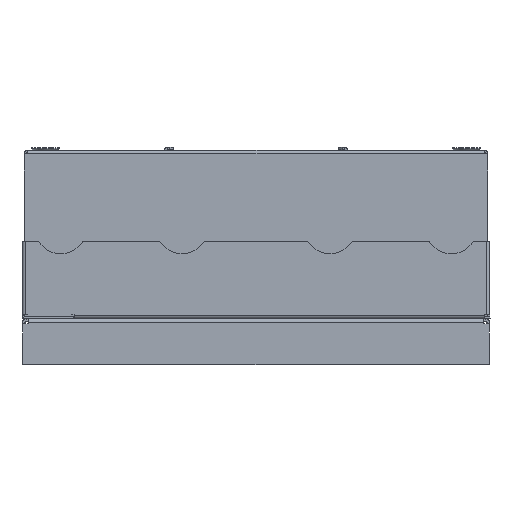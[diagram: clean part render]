
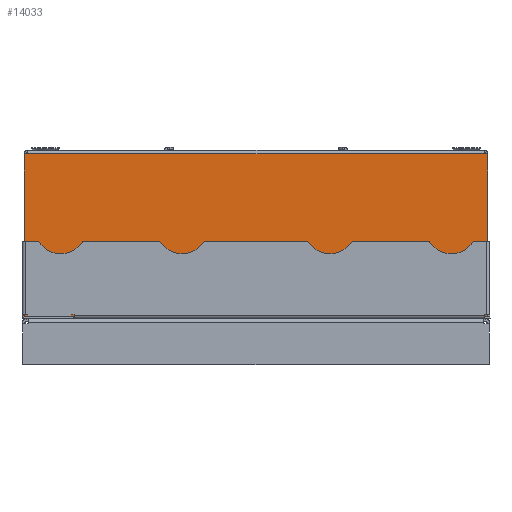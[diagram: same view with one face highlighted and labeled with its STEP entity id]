
A CAD part, front view. The second image highlights one B-rep face of the part: STEP entity #14033.
In plain terms, the highlighted planar face has unit normal (0, -1, 0).
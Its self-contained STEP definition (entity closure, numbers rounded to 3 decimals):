
#921 = EDGE_CURVE ( 'NONE', #26878, #33797, #26372, .T. ) ;
#939 = VECTOR ( 'NONE', #10940, 1000. ) ;
#1512 = VECTOR ( 'NONE', #29278, 1000. ) ;
#2078 = CARTESIAN_POINT ( 'NONE',  ( 118.17, -120., -0.6 ) ) ;
#2085 = EDGE_LOOP ( 'NONE', ( #13976, #16350, #12783, #31421, #34497, #19111, #33617, #13071 ) ) ;
#2568 = LINE ( 'NONE', #13665, #939 ) ;
#3298 = VECTOR ( 'NONE', #26741, 1000. ) ;
#3689 = VERTEX_POINT ( 'NONE', #12506 ) ;
#4102 = PLANE ( 'NONE',  #31702 ) ;
#4117 = VERTEX_POINT ( 'NONE', #19050 ) ;
#5821 = DIRECTION ( 'NONE',  ( -1., 0., 0. ) ) ;
#6012 = CARTESIAN_POINT ( 'NONE',  ( -118.17, -120., 1. ) ) ;
#7018 = FACE_OUTER_BOUND ( 'NONE', #2085, .T. ) ;
#7226 = LINE ( 'NONE', #29475, #1512 ) ;
#7554 = LINE ( 'NONE', #10083, #21178 ) ;
#9247 = DIRECTION ( 'NONE',  ( 1., 0., 0. ) ) ;
#10083 = CARTESIAN_POINT ( 'NONE',  ( 0., -120., -0.6 ) ) ;
#10940 = DIRECTION ( 'NONE',  ( 0., 0., -1. ) ) ;
#10943 = DIRECTION ( 'NONE',  ( 0., 0., 1. ) ) ;
#12335 = EDGE_CURVE ( 'NONE', #21398, #33797, #7554, .T. ) ;
#12506 = CARTESIAN_POINT ( 'NONE',  ( 120., -120., -85. ) ) ;
#12710 = CARTESIAN_POINT ( 'NONE',  ( 118.17, -120., 1. ) ) ;
#12783 = ORIENTED_EDGE ( 'NONE', *, *, #19920, .T. ) ;
#13071 = ORIENTED_EDGE ( 'NONE', *, *, #921, .T. ) ;
#13665 = CARTESIAN_POINT ( 'NONE',  ( -120., -120., 1. ) ) ;
#13976 = ORIENTED_EDGE ( 'NONE', *, *, #12335, .F. ) ;
#14033 = ADVANCED_FACE ( 'NONE', ( #7018 ), #4102, .F. ) ;
#14190 = CARTESIAN_POINT ( 'NONE',  ( -120., -120., -0.83 ) ) ;
#15189 = DIRECTION ( 'NONE',  ( 0., 1., 0. ) ) ;
#15375 = EDGE_CURVE ( 'NONE', #29960, #4117, #2568, .T. ) ;
#16220 = VECTOR ( 'NONE', #18196, 1000. ) ;
#16350 = ORIENTED_EDGE ( 'NONE', *, *, #29915, .F. ) ;
#16552 = LINE ( 'NONE', #22225, #26180 ) ;
#17043 = VERTEX_POINT ( 'NONE', #26539 ) ;
#18196 = DIRECTION ( 'NONE',  ( -1., 0., 0. ) ) ;
#19050 = CARTESIAN_POINT ( 'NONE',  ( -120., -120., -85. ) ) ;
#19111 = ORIENTED_EDGE ( 'NONE', *, *, #20969, .F. ) ;
#19155 = LINE ( 'NONE', #6012, #29419 ) ;
#19654 = EDGE_CURVE ( 'NONE', #3689, #4117, #23689, .T. ) ;
#19920 = EDGE_CURVE ( 'NONE', #17043, #29960, #31126, .T. ) ;
#20969 = EDGE_CURVE ( 'NONE', #24376, #3689, #16552, .T. ) ;
#21178 = VECTOR ( 'NONE', #9247, 1000. ) ;
#21398 = VERTEX_POINT ( 'NONE', #32596 ) ;
#22225 = CARTESIAN_POINT ( 'NONE',  ( 120., -120., 1. ) ) ;
#23689 = LINE ( 'NONE', #34451, #16220 ) ;
#24376 = VERTEX_POINT ( 'NONE', #32863 ) ;
#26180 = VECTOR ( 'NONE', #29704, 1000. ) ;
#26314 = DIRECTION ( 'NONE',  ( 0., 0., -1. ) ) ;
#26372 = LINE ( 'NONE', #12710, #3298 ) ;
#26539 = CARTESIAN_POINT ( 'NONE',  ( -118.17, -120., -0.83 ) ) ;
#26687 = CARTESIAN_POINT ( 'NONE',  ( 0., -120., 1. ) ) ;
#26701 = CARTESIAN_POINT ( 'NONE',  ( 118.17, -120., -0.83 ) ) ;
#26741 = DIRECTION ( 'NONE',  ( 0., 0., 1. ) ) ;
#26878 = VERTEX_POINT ( 'NONE', #26701 ) ;
#28397 = CARTESIAN_POINT ( 'NONE',  ( 0., -120., -0.83 ) ) ;
#29278 = DIRECTION ( 'NONE',  ( 1., 0., 0. ) ) ;
#29419 = VECTOR ( 'NONE', #10943, 1000. ) ;
#29475 = CARTESIAN_POINT ( 'NONE',  ( 0., -120., -0.83 ) ) ;
#29704 = DIRECTION ( 'NONE',  ( 0., 0., -1. ) ) ;
#29915 = EDGE_CURVE ( 'NONE', #17043, #21398, #19155, .T. ) ;
#29960 = VERTEX_POINT ( 'NONE', #14190 ) ;
#30800 = VECTOR ( 'NONE', #5821, 1000. ) ;
#31126 = LINE ( 'NONE', #28397, #30800 ) ;
#31421 = ORIENTED_EDGE ( 'NONE', *, *, #15375, .T. ) ;
#31702 = AXIS2_PLACEMENT_3D ( 'NONE', #26687, #15189, #26314 ) ;
#31724 = EDGE_CURVE ( 'NONE', #26878, #24376, #7226, .T. ) ;
#32596 = CARTESIAN_POINT ( 'NONE',  ( -118.17, -120., -0.6 ) ) ;
#32863 = CARTESIAN_POINT ( 'NONE',  ( 120., -120., -0.83 ) ) ;
#33617 = ORIENTED_EDGE ( 'NONE', *, *, #31724, .F. ) ;
#33797 = VERTEX_POINT ( 'NONE', #2078 ) ;
#34451 = CARTESIAN_POINT ( 'NONE',  ( 0., -120., -85. ) ) ;
#34497 = ORIENTED_EDGE ( 'NONE', *, *, #19654, .F. ) ;
